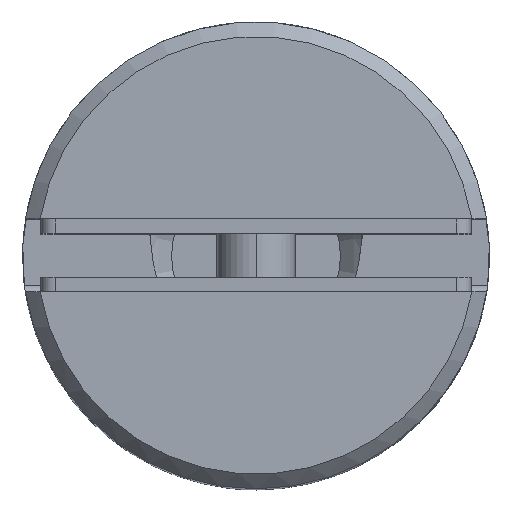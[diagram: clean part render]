
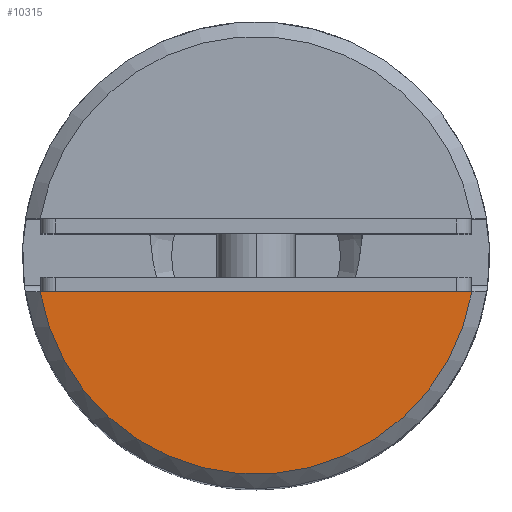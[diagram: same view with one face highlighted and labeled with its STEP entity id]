
A CAD part, top view. The second image highlights one B-rep face of the part: STEP entity #10315.
In plain terms, the highlighted planar face has unit normal (0, 0, 1).
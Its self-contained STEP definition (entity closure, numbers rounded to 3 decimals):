
#125 = AXIS2_PLACEMENT_3D ( 'NONE', #17332, #10002, #19164 ) ;
#515 = CARTESIAN_POINT ( 'NONE',  ( 15.803, -2.5, 40. ) ) ;
#632 = PLANE ( 'NONE',  #125 ) ;
#2438 = DIRECTION ( 'NONE',  ( -1., 0., 0. ) ) ;
#3802 = VERTEX_POINT ( 'NONE', #5236 ) ;
#4234 = ORIENTED_EDGE ( 'NONE', *, *, #13383, .T. ) ;
#5007 = CARTESIAN_POINT ( 'NONE',  ( -14.79, -2.5, 40. ) ) ;
#5236 = CARTESIAN_POINT ( 'NONE',  ( 14.79, -2.5, 40. ) ) ;
#5791 = EDGE_LOOP ( 'NONE', ( #4234, #14977 ) ) ;
#6823 = EDGE_CURVE ( 'NONE', #7972, #3802, #11884, .T. ) ;
#7972 = VERTEX_POINT ( 'NONE', #5007 ) ;
#8123 = DIRECTION ( 'NONE',  ( -1., 0., 0. ) ) ;
#8291 = DIRECTION ( 'NONE',  ( 0., 0., 1. ) ) ;
#10002 = DIRECTION ( 'NONE',  ( 0., 0., -1. ) ) ;
#10315 = ADVANCED_FACE ( 'NONE', ( #20300 ), #632, .F. ) ;
#11735 = AXIS2_PLACEMENT_3D ( 'NONE', #17279, #8291, #8123 ) ;
#11884 = CIRCLE ( 'NONE', #11735, 15. ) ;
#13383 = EDGE_CURVE ( 'NONE', #3802, #7972, #18983, .T. ) ;
#14977 = ORIENTED_EDGE ( 'NONE', *, *, #6823, .T. ) ;
#17279 = CARTESIAN_POINT ( 'NONE',  ( 0., 0., 40. ) ) ;
#17332 = CARTESIAN_POINT ( 'NONE',  ( 0., 0., 40. ) ) ;
#17585 = VECTOR ( 'NONE', #2438, 1000. ) ;
#18983 = LINE ( 'NONE', #515, #17585 ) ;
#19164 = DIRECTION ( 'NONE',  ( -1., 0., 0. ) ) ;
#20300 = FACE_OUTER_BOUND ( 'NONE', #5791, .T. ) ;
